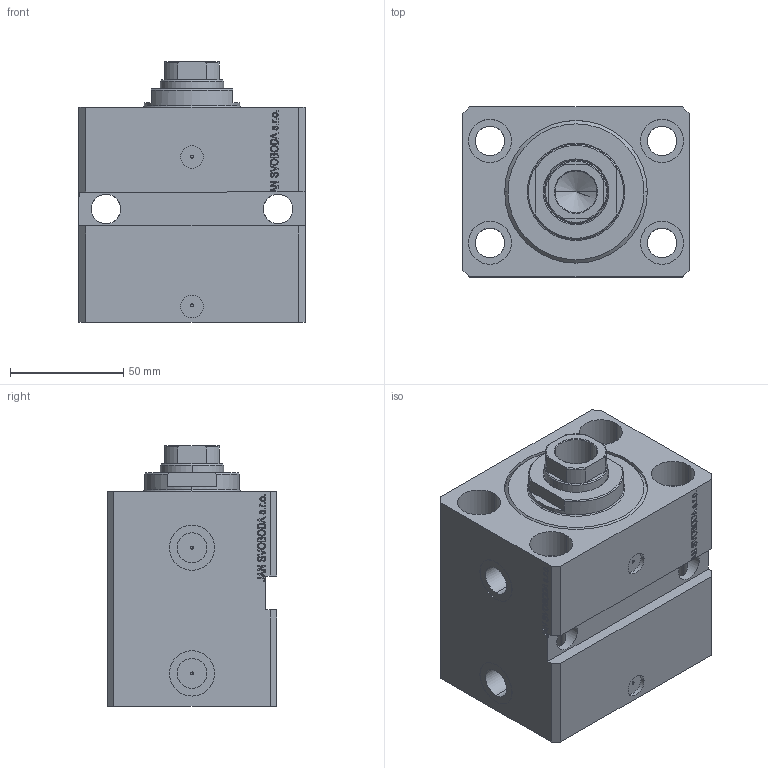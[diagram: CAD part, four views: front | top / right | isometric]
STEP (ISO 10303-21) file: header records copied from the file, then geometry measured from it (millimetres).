
FILE_DESCRIPTION (( 'STEP AP203' ), '1' );
FILE_NAME ('a028.STEP', '2023-10-07T16:18:12', ( '' ), ( '' ), 'SwSTEP 2.0', 'SolidWorks 2019', '' );
FILE_SCHEMA (( 'CONFIG_CONTROL_DESIGN' ));
Length unit declared in the file: millimetre
Products named in the file (4): V250CE_E_Body 7d375242438b26b39d11448ee79f5528; V250CE_C_VCP 7d375242438b26b39d11448ee79f5528; V250CE_VC_E 7d375242438b26b39d11448ee79f5528; a028
Assembly tree (3 placements, depth 2):
  a028
    V250CE_E_Body 7d375242438b26b39d11448ee79f5528
    V250CE_C_VCP 7d375242438b26b39d11448ee79f5528
    V250CE_VC_E 7d375242438b26b39d11448ee79f5528
Bounding box: 100 x 75 x 115 mm (x, y, z)
Volume: 597017.5 mm3; surface area: 114328.5 mm2
Topology: 3 solids, 3 shells, 934 faces, 2414 edges, 1587 vertices
Faces by surface type: plane 463, bspline 357, cylinder 96, cone 12, torus 6
Entity records: 45454 total; most frequent: CARTESIAN_POINT 24584, ORIENTED_EDGE 4824, DIRECTION 3000, EDGE_CURVE 2412, VERTEX_POINT 1587, LINE 1478, VECTOR 1478, EDGE_LOOP 1069
